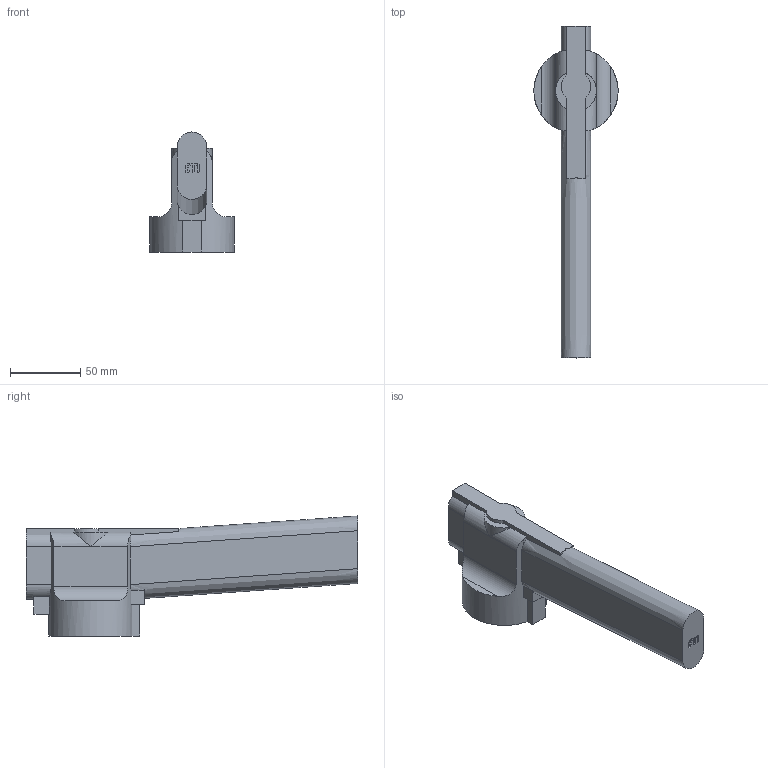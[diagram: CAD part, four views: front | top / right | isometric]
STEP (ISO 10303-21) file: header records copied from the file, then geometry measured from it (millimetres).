
FILE_DESCRIPTION((''),'2;1');
FILE_NAME('004661825_FLBS_DH630-B_ASM','2021-10-01T',('marketing.praksa'),('Audax d.o.o.'),'CREO PARAMETRIC BY PTC INC, 2017480','CREO PARAMETRIC BY PTC INC, 2017480','');
FILE_SCHEMA(('AUTOMOTIVE_DESIGN { 1 0 10303 214 1 1 1 1 }'));
Length unit declared in the file: millimetre
Products named in the file (6): 38996011_02_1; PRT7249_1_1; PRT7249_1_2; PRT7249_1_3; PRT7249_1_ASM; 004661825_FLBS_DH630-B_ASM
Assembly tree (5 placements, depth 3):
  004661825_FLBS_DH630-B_ASM
    38996011_02_1
    PRT7249_1_ASM
      PRT7249_1_1
      PRT7249_1_2
      PRT7249_1_3
Bounding box: 60 x 236 x 85.38 mm (x, y, z)
Volume: 318167.2 mm3; surface area: 41916.2 mm2
Topology: 4 solids, 4 shells, 172 faces, 491 edges, 332 vertices
Faces by surface type: plane 105, cylinder 65, extrusion 2
Entity records: 8165 total; most frequent: CARTESIAN_POINT 1310, ORIENTED_EDGE 982, DIRECTION 967, PRESENTATION_STYLE_ASSIGNMENT 539, STYLED_ITEM 539, CURVE_STYLE 491, EDGE_CURVE 491, VERTEX_POINT 332
